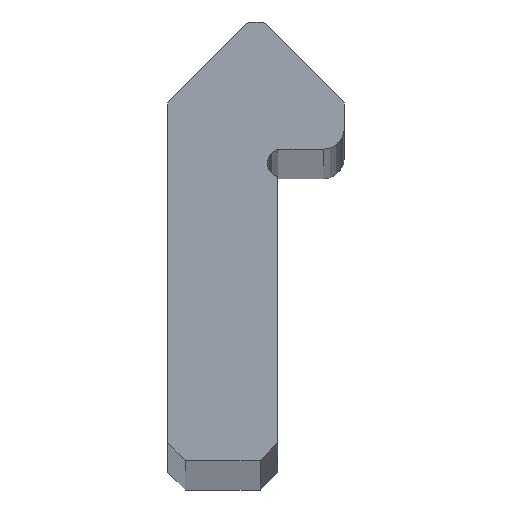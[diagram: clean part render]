
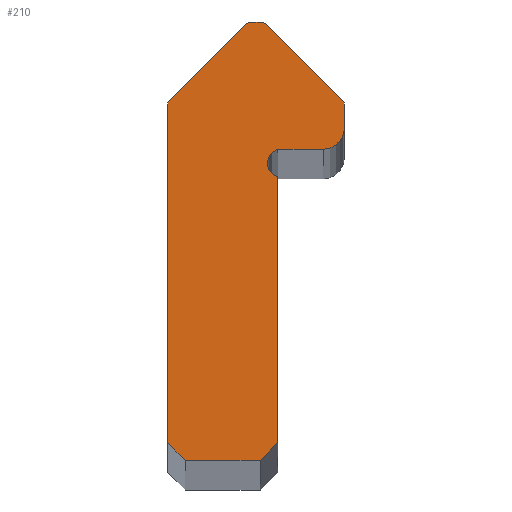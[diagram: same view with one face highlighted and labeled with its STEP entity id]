
A CAD part, top view. The second image highlights one B-rep face of the part: STEP entity #210.
In plain terms, the highlighted planar face has unit normal (0, 0, 1).
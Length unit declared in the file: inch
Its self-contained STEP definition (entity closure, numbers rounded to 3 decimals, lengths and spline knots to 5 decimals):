
#4 = ORIENTED_EDGE ( 'NONE', *, *, #229, .T. ) ;
#14 = CARTESIAN_POINT ( 'NONE',  ( -0.1, -0.63193, 0. ) ) ;
#17 = EDGE_CURVE ( 'NONE', #188, #176, #47, .T. ) ;
#19 = CARTESIAN_POINT ( 'NONE',  ( -0.1, -0.63193, 0. ) ) ;
#21 = CARTESIAN_POINT ( 'NONE',  ( 0.036, -0.21129, 0. ) ) ;
#24 = LINE ( 'NONE', #432, #776 ) ;
#25 = CARTESIAN_POINT ( 'NONE',  ( -0.125, -0.13036, 0. ) ) ;
#31 = DIRECTION ( 'NONE',  ( 1., 0., 0. ) ) ;
#32 = ORIENTED_EDGE ( 'NONE', *, *, #690, .T. ) ;
#34 = VERTEX_POINT ( 'NONE', #374 ) ;
#37 = LINE ( 'NONE', #283, #514 ) ;
#47 = CIRCLE ( 'NONE', #480, 0.03 ) ;
#58 = VERTEX_POINT ( 'NONE', #730 ) ;
#78 = CARTESIAN_POINT ( 'NONE',  ( -0.125, -0.13036, 0. ) ) ;
#83 = DIRECTION ( 'NONE',  ( 1., 0., 0. ) ) ;
#84 = AXIS2_PLACEMENT_3D ( 'NONE', #88, #559, #676 ) ;
#85 = CARTESIAN_POINT ( 'NONE',  ( 0.031, -0.60693, 0. ) ) ;
#87 = DIRECTION ( 'NONE',  ( 1., 0., 0. ) ) ;
#88 = CARTESIAN_POINT ( 'NONE',  ( -0.095, -0.13036, 0. ) ) ;
#92 = EDGE_CURVE ( 'NONE', #34, #387, #24, .T. ) ;
#97 = CARTESIAN_POINT ( 'NONE',  ( 0.125, -0.13036, 0. ) ) ;
#108 = EDGE_CURVE ( 'NONE', #58, #200, #513, .T. ) ;
#115 = ORIENTED_EDGE ( 'NONE', *, *, #152, .T. ) ;
#128 = ORIENTED_EDGE ( 'NONE', *, *, #364, .T. ) ;
#131 = DIRECTION ( 'NONE',  ( 0., -1., 0. ) ) ;
#149 = DIRECTION ( 'NONE',  ( 0.707, -0.707, 0. ) ) ;
#151 = ORIENTED_EDGE ( 'NONE', *, *, #108, .T. ) ;
#152 = EDGE_CURVE ( 'NONE', #275, #479, #268, .T. ) ;
#163 = CARTESIAN_POINT ( 'NONE',  ( 0.095, -0.16193, 0. ) ) ;
#164 = ORIENTED_EDGE ( 'NONE', *, *, #541, .T. ) ;
#169 = FACE_OUTER_BOUND ( 'NONE', #297, .T. ) ;
#173 = VERTEX_POINT ( 'NONE', #19 ) ;
#174 = AXIS2_PLACEMENT_3D ( 'NONE', #163, #648, #590 ) ;
#176 = VERTEX_POINT ( 'NONE', #679 ) ;
#177 = ORIENTED_EDGE ( 'NONE', *, *, #270, .T. ) ;
#188 = VERTEX_POINT ( 'NONE', #97 ) ;
#193 = ORIENTED_EDGE ( 'NONE', *, *, #581, .T. ) ;
#199 = CARTESIAN_POINT ( 'NONE',  ( 0.006, -0.63193, 0. ) ) ;
#200 = VERTEX_POINT ( 'NONE', #758 ) ;
#202 = LINE ( 'NONE', #643, #579 ) ;
#208 = CARTESIAN_POINT ( 'NONE',  ( -0.1244, -0.1244, 0. ) ) ;
#209 = DIRECTION ( 'NONE',  ( 0., 0., -1. ) ) ;
#210 = ADVANCED_FACE ( 'NONE', ( #169 ), #689, .T. ) ;
#228 = VERTEX_POINT ( 'NONE', #709 ) ;
#229 = EDGE_CURVE ( 'NONE', #228, #188, #202, .T. ) ;
#231 = CARTESIAN_POINT ( 'NONE',  ( 0.031, -0.23066, 0. ) ) ;
#238 = ORIENTED_EDGE ( 'NONE', *, *, #346, .T. ) ;
#250 = DIRECTION ( 'NONE',  ( 1., 0., 0. ) ) ;
#267 = CARTESIAN_POINT ( 'NONE',  ( 0.095, -0.13036, 0. ) ) ;
#268 = LINE ( 'NONE', #323, #503 ) ;
#270 = EDGE_CURVE ( 'NONE', #464, #173, #630, .T. ) ;
#275 = VERTEX_POINT ( 'NONE', #199 ) ;
#283 = CARTESIAN_POINT ( 'NONE',  ( 0.1244, -0.1244, 0. ) ) ;
#297 = EDGE_LOOP ( 'NONE', ( #32, #402, #740, #4, #660, #164, #151, #238, #128, #472, #177, #470, #115, #193 ) ) ;
#316 = CIRCLE ( 'NONE', #775, 0.02 ) ;
#317 = CARTESIAN_POINT ( 'NONE',  ( 0.031, -0.60693, 0. ) ) ;
#318 = DIRECTION ( 'NONE',  ( 0., 0., 1. ) ) ;
#323 = CARTESIAN_POINT ( 'NONE',  ( 0.006, -0.63193, 0. ) ) ;
#334 = CARTESIAN_POINT ( 'NONE',  ( 0., -0.05657, 0. ) ) ;
#338 = AXIS2_PLACEMENT_3D ( 'NONE', #627, #318, #592 ) ;
#346 = EDGE_CURVE ( 'NONE', #200, #354, #491, .T. ) ;
#347 = VECTOR ( 'NONE', #429, 39.37008 ) ;
#354 = VERTEX_POINT ( 'NONE', #208 ) ;
#364 = EDGE_CURVE ( 'NONE', #354, #366, #379, .T. ) ;
#366 = VERTEX_POINT ( 'NONE', #25 ) ;
#374 = CARTESIAN_POINT ( 'NONE',  ( 0.031, -0.19193, 0. ) ) ;
#379 = CIRCLE ( 'NONE', #84, 0.03 ) ;
#384 = DIRECTION ( 'NONE',  ( 0., 0., 1. ) ) ;
#386 = CARTESIAN_POINT ( 'NONE',  ( 0.095, -0.19193, 0. ) ) ;
#387 = VERTEX_POINT ( 'NONE', #386 ) ;
#402 = ORIENTED_EDGE ( 'NONE', *, *, #92, .T. ) ;
#405 = VECTOR ( 'NONE', #131, 39.37008 ) ;
#409 = EDGE_CURVE ( 'NONE', #366, #464, #603, .T. ) ;
#428 = DIRECTION ( 'NONE',  ( 0.707, 0.707, 0. ) ) ;
#429 = DIRECTION ( 'NONE',  ( -0.707, -0.707, 0. ) ) ;
#432 = CARTESIAN_POINT ( 'NONE',  ( 0.031, -0.19193, 0. ) ) ;
#464 = VERTEX_POINT ( 'NONE', #497 ) ;
#470 = ORIENTED_EDGE ( 'NONE', *, *, #586, .T. ) ;
#472 = ORIENTED_EDGE ( 'NONE', *, *, #409, .T. ) ;
#479 = VERTEX_POINT ( 'NONE', #85 ) ;
#480 = AXIS2_PLACEMENT_3D ( 'NONE', #267, #565, #31 ) ;
#487 = AXIS2_PLACEMENT_3D ( 'NONE', #334, #384, #87 ) ;
#490 = DIRECTION ( 'NONE',  ( 0., 1., 0. ) ) ;
#491 = LINE ( 'NONE', #726, #347 ) ;
#497 = CARTESIAN_POINT ( 'NONE',  ( -0.125, -0.60693, 0. ) ) ;
#498 = CIRCLE ( 'NONE', #174, 0.03 ) ;
#503 = VECTOR ( 'NONE', #428, 39.37008 ) ;
#513 = CIRCLE ( 'NONE', #487, 0.045 ) ;
#514 = VECTOR ( 'NONE', #760, 39.37008 ) ;
#538 = VERTEX_POINT ( 'NONE', #231 ) ;
#541 = EDGE_CURVE ( 'NONE', #176, #58, #37, .T. ) ;
#548 = VECTOR ( 'NONE', #250, 39.37008 ) ;
#550 = LINE ( 'NONE', #317, #716 ) ;
#559 = DIRECTION ( 'NONE',  ( 0., 0., 1. ) ) ;
#565 = DIRECTION ( 'NONE',  ( 0., 0., 1. ) ) ;
#579 = VECTOR ( 'NONE', #597, 39.37008 ) ;
#581 = EDGE_CURVE ( 'NONE', #479, #538, #550, .T. ) ;
#586 = EDGE_CURVE ( 'NONE', #173, #275, #663, .T. ) ;
#590 = DIRECTION ( 'NONE',  ( 1., 0., 0. ) ) ;
#592 = DIRECTION ( 'NONE',  ( 1., 0., 0. ) ) ;
#597 = DIRECTION ( 'NONE',  ( 0., 1., 0. ) ) ;
#603 = LINE ( 'NONE', #78, #405 ) ;
#627 = CARTESIAN_POINT ( 'NONE',  ( 0.036, -0.21129, 0. ) ) ;
#630 = LINE ( 'NONE', #722, #683 ) ;
#643 = CARTESIAN_POINT ( 'NONE',  ( 0.125, -0.16193, 0. ) ) ;
#648 = DIRECTION ( 'NONE',  ( 0., 0., 1. ) ) ;
#660 = ORIENTED_EDGE ( 'NONE', *, *, #17, .T. ) ;
#663 = LINE ( 'NONE', #14, #548 ) ;
#676 = DIRECTION ( 'NONE',  ( 1., 0., 0. ) ) ;
#679 = CARTESIAN_POINT ( 'NONE',  ( 0.1244, -0.1244, 0. ) ) ;
#683 = VECTOR ( 'NONE', #149, 39.37008 ) ;
#689 = PLANE ( 'NONE',  #338 ) ;
#690 = EDGE_CURVE ( 'NONE', #538, #34, #316, .T. ) ;
#709 = CARTESIAN_POINT ( 'NONE',  ( 0.125, -0.16193, 0. ) ) ;
#716 = VECTOR ( 'NONE', #490, 39.37008 ) ;
#722 = CARTESIAN_POINT ( 'NONE',  ( -0.125, -0.60693, 0. ) ) ;
#726 = CARTESIAN_POINT ( 'NONE',  ( -0.01371, -0.01371, 0. ) ) ;
#730 = CARTESIAN_POINT ( 'NONE',  ( 0.01371, -0.01371, 0. ) ) ;
#738 = DIRECTION ( 'NONE',  ( 1., 0., 0. ) ) ;
#740 = ORIENTED_EDGE ( 'NONE', *, *, #743, .T. ) ;
#743 = EDGE_CURVE ( 'NONE', #387, #228, #498, .T. ) ;
#758 = CARTESIAN_POINT ( 'NONE',  ( -0.01371, -0.01371, 0. ) ) ;
#760 = DIRECTION ( 'NONE',  ( -0.707, 0.707, 0. ) ) ;
#775 = AXIS2_PLACEMENT_3D ( 'NONE', #21, #209, #738 ) ;
#776 = VECTOR ( 'NONE', #83, 39.37008 ) ;
